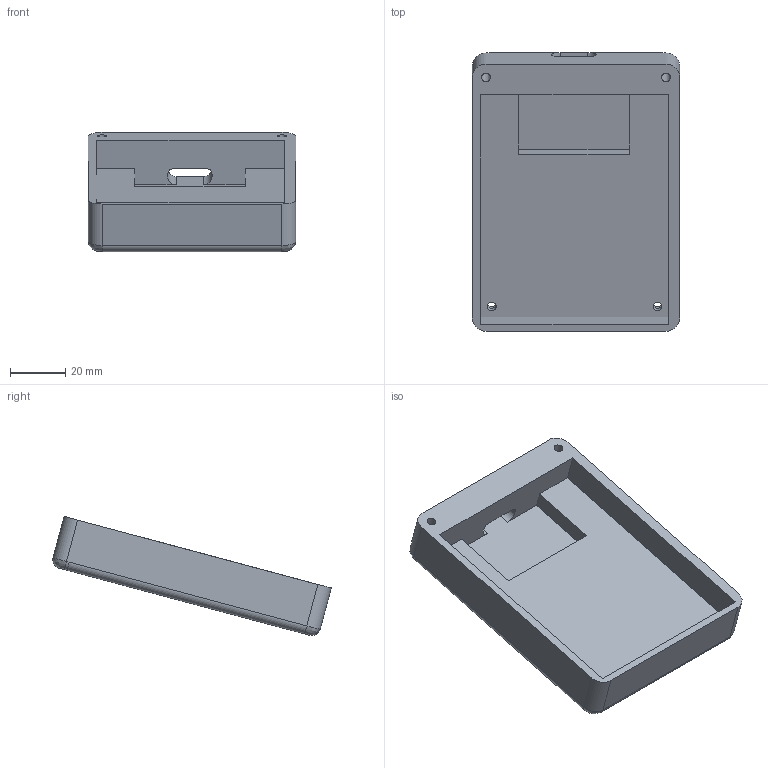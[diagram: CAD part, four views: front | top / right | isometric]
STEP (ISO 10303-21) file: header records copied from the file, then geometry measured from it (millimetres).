
FILE_DESCRIPTION(/* description */ (''),/* implementation_level */ '2;1');
FILE_NAME(/* name */ 'Case Bottom.step',/* time_stamp */ '2026-02-07T02:42:52-05:00',/* author */ (''),/* organization */ (''),/* preprocessor_version */ 'ST-DEVELOPER v20.1',/* originating_system */ 'Autodesk Translation Framework v14.24.0.0',/* authorisation */ '');
FILE_SCHEMA (('AUTOMOTIVE_DESIGN { 1 0 10303 214 3 1 1 }'));
Length unit declared in the file: millimetre
Products named in the file (1): 2026-02-06-21-02-57-214
Bounding box: 75 x 100.71 x 43.07 mm (x, y, z)
Volume: 68675.1 mm3; surface area: 25667.1 mm2
Topology: 1 solids, 1 shells, 50 faces, 128 edges, 81 vertices
Faces by surface type: cylinder 24, plane 22, bspline 4
Full cylindrical faces by diameter (mm): 3.2 x4, 4.5 x4
Entity records: 1612 total; most frequent: CARTESIAN_POINT 330, DIRECTION 265, ORIENTED_EDGE 256, EDGE_CURVE 128, AXIS2_PLACEMENT_3D 96, VERTEX_POINT 81, LINE 73, VECTOR 73
